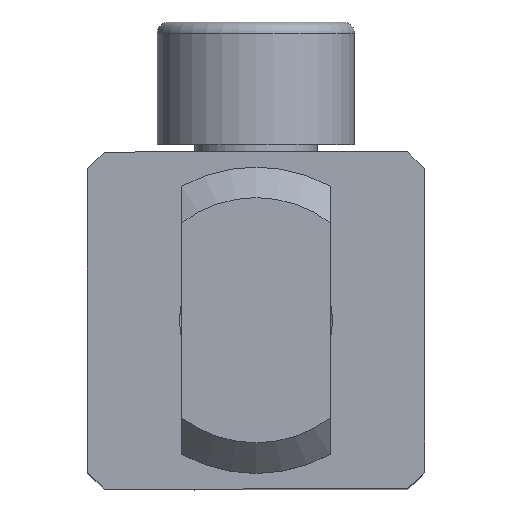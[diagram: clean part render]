
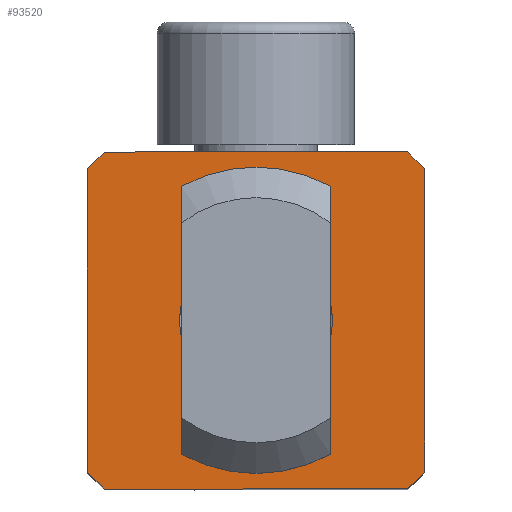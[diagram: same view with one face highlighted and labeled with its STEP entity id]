
A CAD part, top view. The second image highlights one B-rep face of the part: STEP entity #93520.
In plain terms, the highlighted face is planar.
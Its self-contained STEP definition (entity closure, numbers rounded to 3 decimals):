
#76760=CARTESIAN_POINT('',(6.,11.,1.5));
#76770=VERTEX_POINT('',#76760);
#79400=CARTESIAN_POINT('',(16.,11.,1.5));
#79410=VERTEX_POINT('',#79400);
#79440=CARTESIAN_POINT('',(11.,11.,1.5));
#79450=DIRECTION('',(0.,0.,-1.));
#79460=DIRECTION('',(1.,0.,0.));
#79470=AXIS2_PLACEMENT_3D('',#79440,#79450,#79460);
#79480=CIRCLE('',#79470,5.);
#79490=EDGE_CURVE('',#76770,#79410,#79480,.T.);
#81830=EDGE_CURVE('',#79410,#76770,#79480,.T.);
#82660=CARTESIAN_POINT('',(0.,0.,1.5));
#82670=DIRECTION('',(1.,0.,0.));
#82680=VECTOR('',#82670,1.);
#82690=LINE('',#82660,#82680);
#82700=CARTESIAN_POINT('',(1.1,0.,1.5));
#82710=VERTEX_POINT('',#82700);
#82720=CARTESIAN_POINT('',(20.9,0.,1.5));
#82730=VERTEX_POINT('',#82720);
#82740=EDGE_CURVE('',#82710,#82730,#82690,.T.);
#84670=CARTESIAN_POINT('',(0.,0.,1.5));
#84680=DIRECTION('',(0.,-1.,0.));
#84690=VECTOR('',#84680,1.);
#84700=LINE('',#84670,#84690);
#84710=CARTESIAN_POINT('',(0.,20.9,1.5));
#84720=VERTEX_POINT('',#84710);
#84730=CARTESIAN_POINT('',(0.,1.1,1.5));
#84740=VERTEX_POINT('',#84730);
#84750=EDGE_CURVE('',#84720,#84740,#84700,.T.);
#86410=CARTESIAN_POINT('',(22.,0.,1.5));
#86420=DIRECTION('',(0.,1.,0.));
#86430=VECTOR('',#86420,1.);
#86440=LINE('',#86410,#86430);
#86450=CARTESIAN_POINT('',(22.,1.1,1.5));
#86460=VERTEX_POINT('',#86450);
#86470=CARTESIAN_POINT('',(22.,20.9,1.5));
#86480=VERTEX_POINT('',#86470);
#86490=EDGE_CURVE('',#86460,#86480,#86440,.T.);
#88150=CARTESIAN_POINT('',(0.,22.,1.5));
#88160=DIRECTION('',(-1.,0.,0.));
#88170=VECTOR('',#88160,1.);
#88180=LINE('',#88150,#88170);
#88190=CARTESIAN_POINT('',(20.9,22.,1.5));
#88200=VERTEX_POINT('',#88190);
#88210=CARTESIAN_POINT('',(1.1,22.,1.5));
#88220=VERTEX_POINT('',#88210);
#88230=EDGE_CURVE('',#88200,#88220,#88180,.T.);
#90640=CARTESIAN_POINT('',(20.9,0.,1.5));
#90650=DIRECTION('',(0.707,0.707,0.));
#90660=VECTOR('',#90650,1.);
#90670=LINE('',#90640,#90660);
#90680=EDGE_CURVE('',#82730,#86460,#90670,.T.);
#90790=CARTESIAN_POINT('',(-20.9,0.,1.5));
#90800=DIRECTION('',(-0.707,-0.707,0.));
#90810=VECTOR('',#90800,1.);
#90820=LINE('',#90790,#90810);
#90830=EDGE_CURVE('',#88220,#84720,#90820,.T.);
#91090=CARTESIAN_POINT('',(42.9,0.,1.5));
#91100=DIRECTION('',(-0.707,0.707,0.));
#91110=VECTOR('',#91100,1.);
#91120=LINE('',#91090,#91110);
#91130=EDGE_CURVE('',#86480,#88200,#91120,.T.);
#91420=CARTESIAN_POINT('',(0.,1.1,1.5));
#91430=DIRECTION('',(0.707,-0.707,0.));
#91440=VECTOR('',#91430,1.);
#91450=LINE('',#91420,#91440);
#91460=EDGE_CURVE('',#84740,#82710,#91450,.T.);
#93330=CARTESIAN_POINT('',(11.,4.5,1.5));
#93340=DIRECTION('',(-0.,-0.,-1.));
#93350=DIRECTION('',(0.,-1.,0.));
#93360=AXIS2_PLACEMENT_3D('',#93330,#93340,#93350);
#93370=PLANE('',#93360);
#93380=ORIENTED_EDGE('',*,*,#81830,.F.);
#93390=ORIENTED_EDGE('',*,*,#79490,.F.);
#93400=EDGE_LOOP('',(#93390,#93380));
#93410=FACE_BOUND('',#93400,.T.);
#93420=ORIENTED_EDGE('',*,*,#91130,.F.);
#93430=ORIENTED_EDGE('',*,*,#88230,.F.);
#93440=ORIENTED_EDGE('',*,*,#90830,.F.);
#93450=ORIENTED_EDGE('',*,*,#84750,.F.);
#93460=ORIENTED_EDGE('',*,*,#91460,.F.);
#93470=ORIENTED_EDGE('',*,*,#82740,.F.);
#93480=ORIENTED_EDGE('',*,*,#90680,.F.);
#93490=ORIENTED_EDGE('',*,*,#86490,.F.);
#93500=EDGE_LOOP('',(#93490,#93480,#93470,#93460,#93450,#93440,#93430,
#93420));
#93510=FACE_OUTER_BOUND('',#93500,.T.);
#93520=ADVANCED_FACE('',(#93410,#93510),#93370,.T.);
